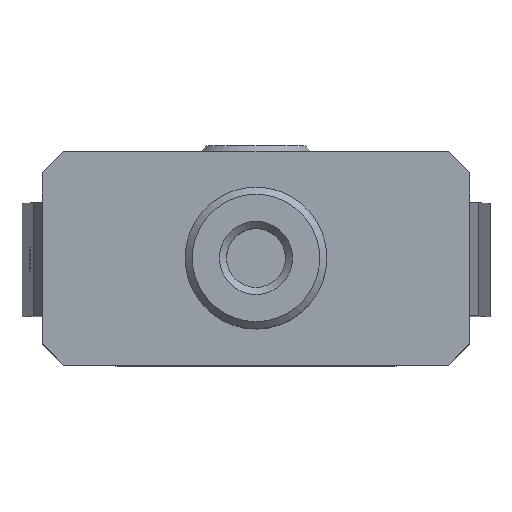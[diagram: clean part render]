
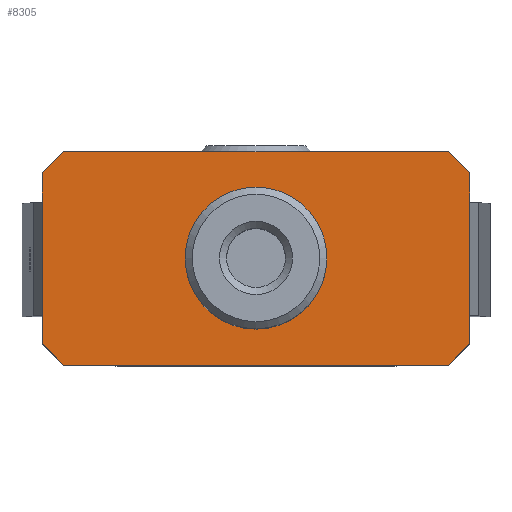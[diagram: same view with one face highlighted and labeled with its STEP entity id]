
A CAD part, top view. The second image highlights one B-rep face of the part: STEP entity #8305.
In plain terms, the highlighted planar face has unit normal (0, 0, 1).
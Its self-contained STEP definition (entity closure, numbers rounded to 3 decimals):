
#54=LINE('',#12121,#987);
#62=LINE('',#12178,#995);
#67=LINE('',#12189,#1000);
#72=LINE('',#12197,#1005);
#73=LINE('',#12201,#1006);
#79=LINE('',#12216,#1012);
#83=LINE('',#12222,#1016);
#84=LINE('',#12230,#1017);
#987=VECTOR('',#9799,10.);
#995=VECTOR('',#9867,10.);
#1000=VECTOR('',#9878,10.);
#1005=VECTOR('',#9887,10.);
#1006=VECTOR('',#9890,10.);
#1012=VECTOR('',#9904,10.);
#1016=VECTOR('',#9912,10.);
#1017=VECTOR('',#9921,10.);
#1920=PLANE('',#9001);
#2491=FACE_BOUND('',#3263,.T.);
#2616=FACE_OUTER_BOUND('',#3262,.T.);
#3262=EDGE_LOOP('',(#5770,#5771,#5772,#5773,#5774,#5775,#5776,#5777));
#3263=EDGE_LOOP('',(#5778));
#3895=CIRCLE('',#8979,4.975);
#4021=VERTEX_POINT('',#12115);
#4023=VERTEX_POINT('',#12119);
#4039=VERTEX_POINT('',#12168);
#4042=VERTEX_POINT('',#12177);
#4045=VERTEX_POINT('',#12188);
#4046=VERTEX_POINT('',#12195);
#4047=VERTEX_POINT('',#12199);
#4048=VERTEX_POINT('',#12200);
#4053=VERTEX_POINT('',#12215);
#4574=EDGE_CURVE('',#4023,#4021,#54,.T.);
#4595=EDGE_CURVE('',#4039,#4039,#3895,.T.);
#4598=EDGE_CURVE('',#4021,#4042,#62,.T.);
#4604=EDGE_CURVE('',#4045,#4023,#67,.T.);
#4609=EDGE_CURVE('',#4046,#4045,#72,.T.);
#4610=EDGE_CURVE('',#4047,#4048,#73,.T.);
#4618=EDGE_CURVE('',#4053,#4046,#79,.T.);
#4622=EDGE_CURVE('',#4048,#4053,#83,.T.);
#4626=EDGE_CURVE('',#4042,#4047,#84,.T.);
#5770=ORIENTED_EDGE('',*,*,#4598,.F.);
#5771=ORIENTED_EDGE('',*,*,#4574,.F.);
#5772=ORIENTED_EDGE('',*,*,#4604,.F.);
#5773=ORIENTED_EDGE('',*,*,#4609,.F.);
#5774=ORIENTED_EDGE('',*,*,#4618,.F.);
#5775=ORIENTED_EDGE('',*,*,#4622,.F.);
#5776=ORIENTED_EDGE('',*,*,#4610,.F.);
#5777=ORIENTED_EDGE('',*,*,#4626,.F.);
#5778=ORIENTED_EDGE('',*,*,#4595,.T.);
#8305=ADVANCED_FACE('',(#2616,#2491),#1920,.T.);
#8979=AXIS2_PLACEMENT_3D('',#12169,#9855,#9856);
#9001=AXIS2_PLACEMENT_3D('',#12231,#9922,#9923);
#9799=DIRECTION('',(-1.,0.,0.));
#9855=DIRECTION('center_axis',(0.,0.,-1.));
#9856=DIRECTION('ref_axis',(-1.,0.,0.));
#9867=DIRECTION('',(-0.707,0.707,0.));
#9878=DIRECTION('',(-0.707,-0.707,0.));
#9887=DIRECTION('',(0.,-1.,0.));
#9890=DIRECTION('',(0.707,0.707,0.));
#9904=DIRECTION('',(0.707,-0.707,0.));
#9912=DIRECTION('',(1.,0.,0.));
#9921=DIRECTION('',(0.,1.,0.));
#9922=DIRECTION('center_axis',(0.,0.,1.));
#9923=DIRECTION('ref_axis',(1.,0.,0.));
#12115=CARTESIAN_POINT('',(-13.5,-7.5,42.));
#12119=CARTESIAN_POINT('',(13.5,-7.5,42.));
#12121=CARTESIAN_POINT('',(-15.,-7.5,42.));
#12168=CARTESIAN_POINT('',(4.975,0.,42.));
#12169=CARTESIAN_POINT('Origin',(0.,0.,42.));
#12177=CARTESIAN_POINT('',(-15.,-6.,42.));
#12178=CARTESIAN_POINT('',(-12.375,-8.625,42.));
#12188=CARTESIAN_POINT('',(15.,-6.,42.));
#12189=CARTESIAN_POINT('',(12.375,-8.625,42.));
#12195=CARTESIAN_POINT('',(15.,6.,42.));
#12197=CARTESIAN_POINT('',(15.,-7.5,42.));
#12199=CARTESIAN_POINT('',(-15.,6.,42.));
#12200=CARTESIAN_POINT('',(-13.5,7.5,42.));
#12201=CARTESIAN_POINT('',(-12.375,8.625,42.));
#12215=CARTESIAN_POINT('',(13.5,7.5,42.));
#12216=CARTESIAN_POINT('',(12.375,8.625,42.));
#12222=CARTESIAN_POINT('',(15.,7.5,42.));
#12230=CARTESIAN_POINT('',(-15.,7.5,42.));
#12231=CARTESIAN_POINT('Origin',(0.,0.,
42.));
